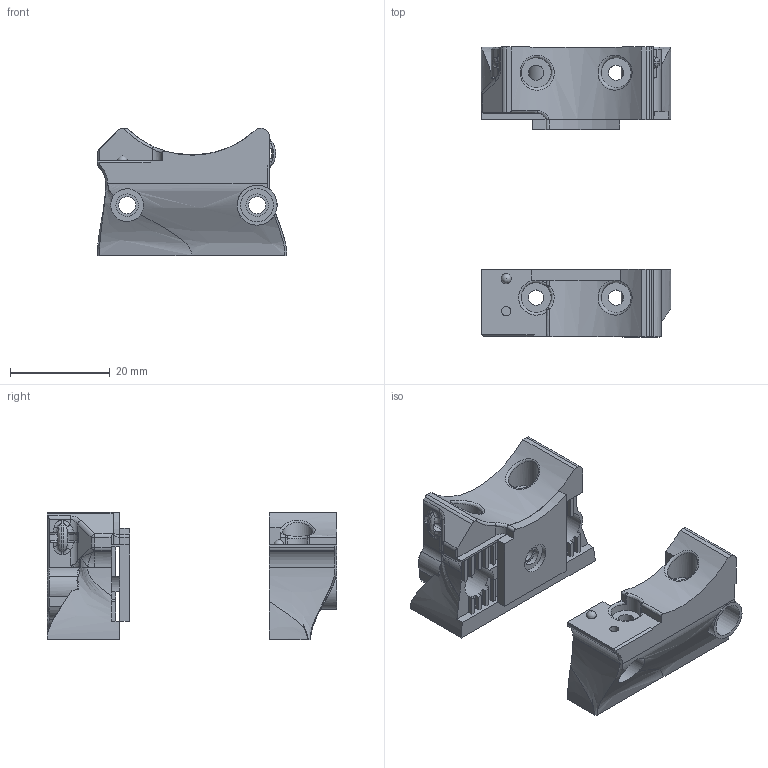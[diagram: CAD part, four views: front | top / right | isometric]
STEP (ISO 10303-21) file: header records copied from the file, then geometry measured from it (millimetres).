
FILE_DESCRIPTION(/* description */ ('STEP AP214'),/* implementation_level */ '2;1');
FILE_NAME(/* name */ '63c77df6b3fb9e624d6ff7f4',/* time_stamp */ '2023-01-18T05:04:56+00:00',/* author */ (''),/* organization */ (''),/* preprocessor_version */ 'ST-DEVELOPER v18.102',/* originating_system */ ' ',/* authorisation */ ' ');
FILE_SCHEMA (('AUTOMOTIVE_DESIGN {1 0 10303 214 3 1 1}'));
Length unit declared in the file: metre
Products named in the file (3): X_Carriage Revised; X_Carriage Revised Rear; Grabber Plate
Bounding box: 37.95 x 58 x 25.43 mm (x, y, z)
Volume: 9509.9 mm3; surface area: 9438.7 mm2
Topology: 2 solids, 3 shells, 395 faces, 1101 edges, 719 vertices
Faces by surface type: plane 227, cylinder 74, bspline 69, cone 12, torus 10, sphere 3
Full cylindrical faces by diameter (mm): 1.8 x2, 2.75 x1, 3.059 x5, 3.4 x2, 3.75 x1, 4.5 x2, 4.6 x3, 6 x6, 6.6 x4, 8 x1
Entity records: 16132 total; most frequent: CARTESIAN_POINT 6695, ORIENTED_EDGE 2076, DIRECTION 1663, EDGE_CURVE 1038, VERTEX_POINT 695, LINE 605, VECTOR 605, AXIS2_PLACEMENT_3D 529
